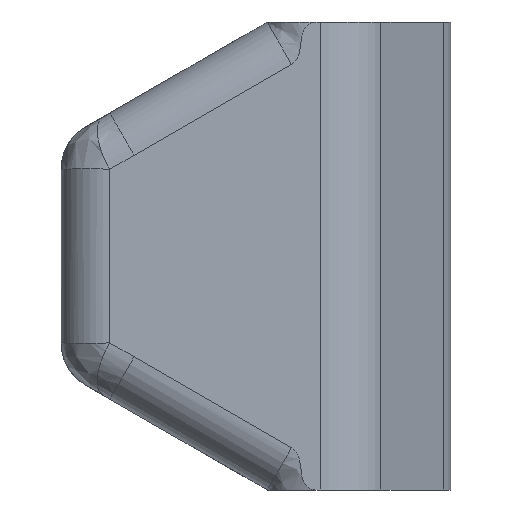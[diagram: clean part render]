
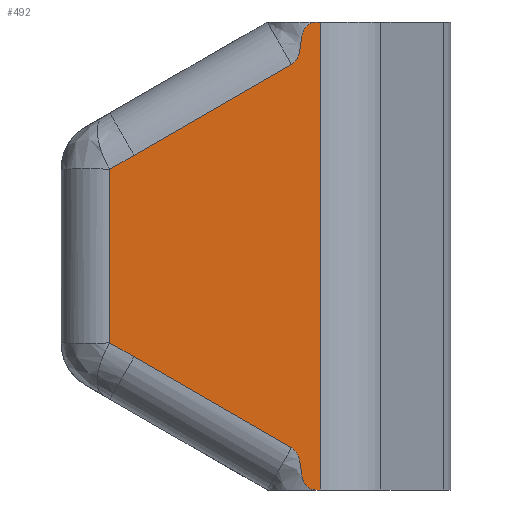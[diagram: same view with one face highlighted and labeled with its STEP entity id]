
A CAD part, front view. The second image highlights one B-rep face of the part: STEP entity #492.
In plain terms, the highlighted planar face has unit normal (0, -1, 0).
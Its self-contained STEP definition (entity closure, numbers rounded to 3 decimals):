
#120 = VERTEX_POINT('',#121);
#121 = CARTESIAN_POINT('',(0.615,-6.8,-2.4));
#134 = EDGE_CURVE('',#135,#120,#137,.T.);
#135 = VERTEX_POINT('',#136);
#136 = CARTESIAN_POINT('',(0.66,-6.8,-2.4));
#137 = LINE('',#138,#139);
#138 = CARTESIAN_POINT('',(2.,-6.8,-2.4));
#139 = VECTOR('',#140,1.);
#140 = DIRECTION('',(-1.,0.,0.));
#451 = EDGE_CURVE('',#135,#452,#454,.T.);
#452 = VERTEX_POINT('',#453);
#453 = CARTESIAN_POINT('',(0.66,-6.8,2.4));
#454 = B_SPLINE_CURVE_WITH_KNOTS('',2,(#455,#456,#457,#458,#459),
  .UNSPECIFIED.,.F.,.F.,(3,1,1,3),(-0.294,0.,4.8,5.094),
  .UNSPECIFIED.);
#455 = CARTESIAN_POINT('',(0.66,-6.8,-2.694));
#456 = CARTESIAN_POINT('',(0.66,-6.8,-2.547));
#457 = CARTESIAN_POINT('',(0.66,-6.8,0.));
#458 = CARTESIAN_POINT('',(0.66,-6.8,2.547));
#459 = CARTESIAN_POINT('',(0.66,-6.8,2.694));
#492 = ADVANCED_FACE('',(#493),#579,.T.);
#493 = FACE_BOUND('',#494,.T.);
#494 = EDGE_LOOP('',(#495,#496,#497,#505,#520,#528,#539,#547,#558,#566)
  );
#495 = ORIENTED_EDGE('',*,*,#134,.F.);
#496 = ORIENTED_EDGE('',*,*,#451,.T.);
#497 = ORIENTED_EDGE('',*,*,#498,.T.);
#498 = EDGE_CURVE('',#452,#499,#501,.T.);
#499 = VERTEX_POINT('',#500);
#500 = CARTESIAN_POINT('',(0.615,-6.8,2.4));
#501 = LINE('',#502,#503);
#502 = CARTESIAN_POINT('',(2.,-6.8,2.4));
#503 = VECTOR('',#504,1.);
#504 = DIRECTION('',(-1.,0.,0.));
#505 = ORIENTED_EDGE('',*,*,#506,.T.);
#506 = EDGE_CURVE('',#499,#507,#509,.T.);
#507 = VERTEX_POINT('',#508);
#508 = CARTESIAN_POINT('',(0.365,-6.8,1.967));
#509 = B_SPLINE_CURVE_WITH_KNOTS('',9,(#510,#511,#512,#513,#514,#515,
    #516,#517,#518,#519),.UNSPECIFIED.,.F.,.F.,(10,10),(0.,1.),
  .PIECEWISE_BEZIER_KNOTS.);
#510 = CARTESIAN_POINT('',(0.615,-6.8,2.4));
#511 = CARTESIAN_POINT('',(0.555,-6.8,2.4));
#512 = CARTESIAN_POINT('',(0.495,-6.8,2.367));
#513 = CARTESIAN_POINT('',(0.456,-6.8,2.297));
#514 = CARTESIAN_POINT('',(0.462,-6.8,2.235));
#515 = CARTESIAN_POINT('',(0.456,-6.8,2.178));
#516 = CARTESIAN_POINT('',(0.464,-6.8,2.121));
#517 = CARTESIAN_POINT('',(0.454,-6.8,2.053));
#518 = CARTESIAN_POINT('',(0.417,-6.8,1.997));
#519 = CARTESIAN_POINT('',(0.365,-6.8,1.967));
#520 = ORIENTED_EDGE('',*,*,#521,.F.);
#521 = EDGE_CURVE('',#522,#507,#524,.T.);
#522 = VERTEX_POINT('',#523);
#523 = CARTESIAN_POINT('',(-1.25,-6.8,1.035));
#524 = LINE('',#525,#526);
#525 = CARTESIAN_POINT('',(-1.25,-6.8,1.035));
#526 = VECTOR('',#527,1.);
#527 = DIRECTION('',(0.866,0.,0.5));
#528 = ORIENTED_EDGE('',*,*,#529,.F.);
#529 = EDGE_CURVE('',#530,#522,#532,.T.);
#530 = VERTEX_POINT('',#531);
#531 = CARTESIAN_POINT('',(-1.5,-6.8,0.89));
#532 = ( BOUNDED_CURVE() B_SPLINE_CURVE(5,(#533,#534,#535,#536,#537,#538
),.UNSPECIFIED.,.F.,.F.) B_SPLINE_CURVE_WITH_KNOTS((6,6),(4.276,
4.532),.PIECEWISE_BEZIER_KNOTS.) CURVE() 
GEOMETRIC_REPRESENTATION_ITEM() RATIONAL_B_SPLINE_CURVE((1.,1.,1.,1.,1.,
1.)) REPRESENTATION_ITEM('') );
#533 = CARTESIAN_POINT('',(-1.5,-6.8,0.89));
#534 = CARTESIAN_POINT('',(-1.444,-6.8,0.922));
#535 = CARTESIAN_POINT('',(-1.394,-6.8,0.952));
#536 = CARTESIAN_POINT('',(-1.345,-6.8,0.98));
#537 = CARTESIAN_POINT('',(-1.297,-6.8,1.007));
#538 = CARTESIAN_POINT('',(-1.25,-6.8,1.035));
#539 = ORIENTED_EDGE('',*,*,#540,.F.);
#540 = EDGE_CURVE('',#541,#530,#543,.T.);
#541 = VERTEX_POINT('',#542);
#542 = CARTESIAN_POINT('',(-1.5,-6.8,-0.89));
#543 = LINE('',#544,#545);
#544 = CARTESIAN_POINT('',(-1.5,-6.8,-2.4));
#545 = VECTOR('',#546,1.);
#546 = DIRECTION('',(0.,0.,1.));
#547 = ORIENTED_EDGE('',*,*,#548,.F.);
#548 = EDGE_CURVE('',#549,#541,#551,.T.);
#549 = VERTEX_POINT('',#550);
#550 = CARTESIAN_POINT('',(-1.25,-6.8,-1.035));
#551 = ( BOUNDED_CURVE() B_SPLINE_CURVE(5,(#552,#553,#554,#555,#556,#557
),.UNSPECIFIED.,.F.,.F.) B_SPLINE_CURVE_WITH_KNOTS((6,6),(1.865
,2.121),.PIECEWISE_BEZIER_KNOTS.) CURVE() 
GEOMETRIC_REPRESENTATION_ITEM() RATIONAL_B_SPLINE_CURVE((1.,1.,1.,1.,1.,
1.)) REPRESENTATION_ITEM('') );
#552 = CARTESIAN_POINT('',(-1.25,-6.8,-1.035));
#553 = CARTESIAN_POINT('',(-1.297,-6.8,-1.007));
#554 = CARTESIAN_POINT('',(-1.345,-6.8,-0.98));
#555 = CARTESIAN_POINT('',(-1.394,-6.8,-0.952));
#556 = CARTESIAN_POINT('',(-1.444,-6.8,-0.922));
#557 = CARTESIAN_POINT('',(-1.5,-6.8,-0.89));
#558 = ORIENTED_EDGE('',*,*,#559,.F.);
#559 = EDGE_CURVE('',#560,#549,#562,.T.);
#560 = VERTEX_POINT('',#561);
#561 = CARTESIAN_POINT('',(0.365,-6.8,-1.967));
#562 = LINE('',#563,#564);
#563 = CARTESIAN_POINT('',(0.365,-6.8,-1.967));
#564 = VECTOR('',#565,1.);
#565 = DIRECTION('',(-0.866,0.,0.5));
#566 = ORIENTED_EDGE('',*,*,#567,.T.);
#567 = EDGE_CURVE('',#560,#120,#568,.T.);
#568 = B_SPLINE_CURVE_WITH_KNOTS('',9,(#569,#570,#571,#572,#573,#574,
    #575,#576,#577,#578),.UNSPECIFIED.,.F.,.F.,(10,10),(0.,1.),
  .PIECEWISE_BEZIER_KNOTS.);
#569 = CARTESIAN_POINT('',(0.365,-6.8,-1.967));
#570 = CARTESIAN_POINT('',(0.417,-6.8,-1.997));
#571 = CARTESIAN_POINT('',(0.454,-6.8,-2.053));
#572 = CARTESIAN_POINT('',(0.464,-6.8,-2.121));
#573 = CARTESIAN_POINT('',(0.456,-6.8,-2.178));
#574 = CARTESIAN_POINT('',(0.462,-6.8,-2.235));
#575 = CARTESIAN_POINT('',(0.456,-6.8,-2.297));
#576 = CARTESIAN_POINT('',(0.495,-6.8,-2.367));
#577 = CARTESIAN_POINT('',(0.555,-6.8,-2.4));
#578 = CARTESIAN_POINT('',(0.615,-6.8,-2.4));
#579 = PLANE('',#580);
#580 = AXIS2_PLACEMENT_3D('',#581,#582,#583);
#581 = CARTESIAN_POINT('',(2.,-6.8,-2.4));
#582 = DIRECTION('',(0.,-1.,0.));
#583 = DIRECTION('',(-1.,0.,0.));
